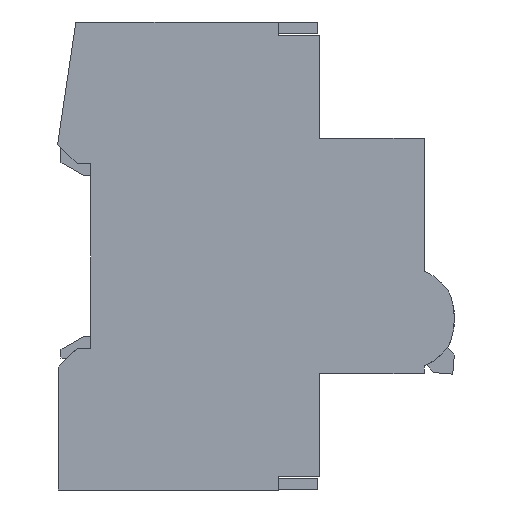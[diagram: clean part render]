
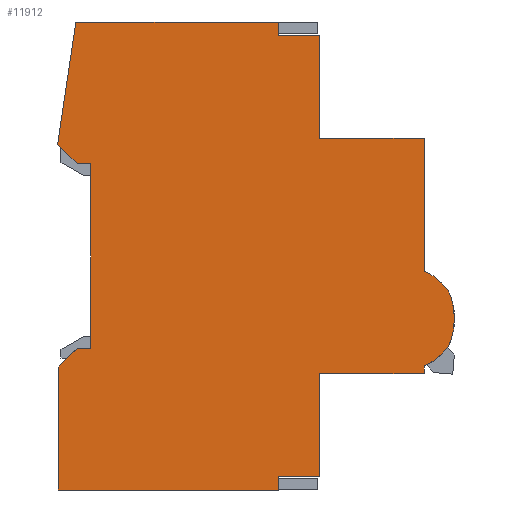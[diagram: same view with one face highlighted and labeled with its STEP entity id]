
A CAD part, left-side view. The second image highlights one B-rep face of the part: STEP entity #11912.
In plain terms, the highlighted planar face has unit normal (-1, 0, 0).
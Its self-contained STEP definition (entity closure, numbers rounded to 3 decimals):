
#1045=CIRCLE('',#12563,13.);
#1058=CIRCLE('',#12592,9.7);
#1059=CIRCLE('',#12593,5.5);
#1060=CIRCLE('',#12594,5.5);
#1061=CIRCLE('',#12595,9.7);
#1062=CIRCLE('',#12596,0.2);
#1063=CIRCLE('',#12597,0.2);
#1316=VERTEX_POINT('',#16043);
#1317=VERTEX_POINT('',#16044);
#1364=VERTEX_POINT('',#16142);
#1365=VERTEX_POINT('',#16144);
#1418=VERTEX_POINT('',#16272);
#1487=VERTEX_POINT('',#16427);
#1488=VERTEX_POINT('',#16429);
#1549=VERTEX_POINT('',#16691);
#1550=VERTEX_POINT('',#16693);
#1647=VERTEX_POINT('',#17263);
#1648=VERTEX_POINT('',#17265);
#1669=VERTEX_POINT('',#17311);
#1686=VERTEX_POINT('',#17352);
#1687=VERTEX_POINT('',#17353);
#1688=VERTEX_POINT('',#17356);
#1689=VERTEX_POINT('',#17359);
#1690=VERTEX_POINT('',#17361);
#1691=VERTEX_POINT('',#17364);
#1692=VERTEX_POINT('',#17366);
#1693=VERTEX_POINT('',#17368);
#1694=VERTEX_POINT('',#17370);
#1695=VERTEX_POINT('',#17373);
#1696=VERTEX_POINT('',#17375);
#1697=VERTEX_POINT('',#17378);
#1698=VERTEX_POINT('',#17380);
#1699=VERTEX_POINT('',#17382);
#2483=VECTOR('',#13378,1.);
#2531=VECTOR('',#13430,1.);
#2590=VECTOR('',#13507,1.);
#2664=VECTOR('',#13722,1.);
#2728=VECTOR('',#13787,1.);
#2750=VECTOR('',#13813,1.);
#2769=VECTOR('',#13844,1.);
#2770=VECTOR('',#13845,1.);
#2771=VECTOR('',#13846,1.);
#2772=VECTOR('',#13847,1.);
#2773=VECTOR('',#13848,1.);
#2774=VECTOR('',#13849,1.);
#2775=VECTOR('',#13850,1.);
#2776=VECTOR('',#13855,1.);
#2777=VECTOR('',#13856,1.);
#2778=VECTOR('',#13857,1.);
#2779=VECTOR('',#13858,1.);
#2780=VECTOR('',#13859,1.);
#2781=VECTOR('',#13860,1.);
#3839=LINE('',#16042,#2483);
#3887=LINE('',#16143,#2531);
#3946=LINE('',#16271,#2590);
#4020=LINE('',#16692,#2664);
#4084=LINE('',#17264,#2728);
#4106=LINE('',#17312,#2750);
#4125=LINE('',#17358,#2769);
#4126=LINE('',#17360,#2770);
#4127=LINE('',#17362,#2771);
#4128=LINE('',#17363,#2772);
#4129=LINE('',#17365,#2773);
#4130=LINE('',#17367,#2774);
#4131=LINE('',#17369,#2775);
#4132=LINE('',#17374,#2776);
#4133=LINE('',#17376,#2777);
#4134=LINE('',#17377,#2778);
#4135=LINE('',#17379,#2779);
#4136=LINE('',#17381,#2780);
#4137=LINE('',#17383,#2781);
#5195=EDGE_CURVE('',#1316,#1317,#3839,.T.);
#5243=EDGE_CURVE('',#1364,#1365,#3887,.T.);
#5304=EDGE_CURVE('',#1317,#1418,#3946,.T.);
#5374=EDGE_CURVE('',#1487,#1488,#1045,.F.);
#5436=EDGE_CURVE('',#1549,#1550,#4020,.T.);
#5534=EDGE_CURVE('',#1647,#1648,#4084,.T.);
#5556=EDGE_CURVE('',#1669,#1316,#4106,.T.);
#5575=EDGE_CURVE('',#1686,#1687,#1058,.T.);
#5576=EDGE_CURVE('',#1488,#1686,#1059,.T.);
#5577=EDGE_CURVE('',#1688,#1487,#1060,.T.);
#5578=EDGE_CURVE('',#1550,#1688,#1061,.T.);
#5579=EDGE_CURVE('',#1689,#1549,#4125,.F.);
#5580=EDGE_CURVE('',#1690,#1689,#4126,.F.);
#5581=EDGE_CURVE('',#1648,#1690,#4127,.F.);
#5582=EDGE_CURVE('',#1691,#1647,#4128,.F.);
#5583=EDGE_CURVE('',#1692,#1691,#4129,.F.);
#5584=EDGE_CURVE('',#1693,#1692,#4130,.F.);
#5585=EDGE_CURVE('',#1694,#1693,#4131,.F.);
#5586=EDGE_CURVE('',#1365,#1694,#1062,.F.);
#5587=EDGE_CURVE('',#1695,#1364,#1063,.F.);
#5588=EDGE_CURVE('',#1696,#1695,#4132,.F.);
#5589=EDGE_CURVE('',#1418,#1696,#4133,.F.);
#5590=EDGE_CURVE('',#1697,#1669,#4134,.F.);
#5591=EDGE_CURVE('',#1698,#1697,#4135,.F.);
#5592=EDGE_CURVE('',#1699,#1698,#4136,.F.);
#5593=EDGE_CURVE('',#1687,#1699,#4137,.F.);
#7374=ORIENTED_EDGE('',*,*,#5575,.F.);
#7375=ORIENTED_EDGE('',*,*,#5576,.F.);
#7376=ORIENTED_EDGE('',*,*,#5374,.F.);
#7377=ORIENTED_EDGE('',*,*,#5577,.F.);
#7378=ORIENTED_EDGE('',*,*,#5578,.F.);
#7379=ORIENTED_EDGE('',*,*,#5436,.F.);
#7380=ORIENTED_EDGE('',*,*,#5579,.F.);
#7381=ORIENTED_EDGE('',*,*,#5580,.F.);
#7382=ORIENTED_EDGE('',*,*,#5581,.F.);
#7383=ORIENTED_EDGE('',*,*,#5534,.F.);
#7384=ORIENTED_EDGE('',*,*,#5582,.F.);
#7385=ORIENTED_EDGE('',*,*,#5583,.F.);
#7386=ORIENTED_EDGE('',*,*,#5584,.F.);
#7387=ORIENTED_EDGE('',*,*,#5585,.F.);
#7388=ORIENTED_EDGE('',*,*,#5586,.F.);
#7389=ORIENTED_EDGE('',*,*,#5243,.F.);
#7390=ORIENTED_EDGE('',*,*,#5587,.F.);
#7391=ORIENTED_EDGE('',*,*,#5588,.F.);
#7392=ORIENTED_EDGE('',*,*,#5589,.F.);
#7393=ORIENTED_EDGE('',*,*,#5304,.F.);
#7394=ORIENTED_EDGE('',*,*,#5195,.F.);
#7395=ORIENTED_EDGE('',*,*,#5556,.F.);
#7396=ORIENTED_EDGE('',*,*,#5590,.F.);
#7397=ORIENTED_EDGE('',*,*,#5591,.F.);
#7398=ORIENTED_EDGE('',*,*,#5592,.F.);
#7399=ORIENTED_EDGE('',*,*,#5593,.F.);
#10607=EDGE_LOOP('',(#7374,#7375,#7376,#7377,#7378,#7379,#7380,#7381,#7382,
#7383,#7384,#7385,#7386,#7387,#7388,#7389,#7390,#7391,#7392,#7393,#7394,
#7395,#7396,#7397,#7398,#7399));
#11267=FACE_BOUND('',#10607,.T.);
#11912=ADVANCED_FACE('',(#11267),#31776,.F.);
#12563=AXIS2_PLACEMENT_3D('',#16428,#13645,#13646);
#12591=AXIS2_PLACEMENT_3D('',#17350,#13835,$);
#12592=AXIS2_PLACEMENT_3D('',#17351,#13836,#13837);
#12593=AXIS2_PLACEMENT_3D('',#17354,#13838,#13839);
#12594=AXIS2_PLACEMENT_3D('',#17355,#13840,#13841);
#12595=AXIS2_PLACEMENT_3D('',#17357,#13842,#13843);
#12596=AXIS2_PLACEMENT_3D('',#17371,#13851,#13852);
#12597=AXIS2_PLACEMENT_3D('',#17372,#13853,#13854);
#13378=DIRECTION('',(0.,1.,0.));
#13430=DIRECTION('',(0.,0.,1.));
#13507=DIRECTION('',(0.,0.,1.));
#13645=DIRECTION('',(-1.,0.,0.));
#13646=DIRECTION('',(0.,-13.,0.));
#13722=DIRECTION('',(0.,0.,-1.));
#13787=DIRECTION('',(0.,0.,-1.));
#13813=DIRECTION('',(0.,0.,-1.));
#13835=DIRECTION('',(1.,0.,0.));
#13836=DIRECTION('',(1.,0.,0.));
#13837=DIRECTION('',(0.,-9.7,0.));
#13838=DIRECTION('',(1.,0.,0.));
#13839=DIRECTION('',(0.,-5.5,0.));
#13840=DIRECTION('',(1.,0.,0.));
#13841=DIRECTION('',(0.,-5.5,0.));
#13842=DIRECTION('',(1.,0.,0.));
#13843=DIRECTION('',(0.,-9.7,0.));
#13844=DIRECTION('',(0.,1.,0.));
#13845=DIRECTION('',(0.,0.,1.));
#13846=DIRECTION('',(0.,1.,0.));
#13847=DIRECTION('',(0.,1.,0.));
#13848=DIRECTION('',(0.,0.148,-0.989));
#13849=DIRECTION('',(0.,-0.707,-0.707));
#13850=DIRECTION('',(0.,-1.,0.));
#13851=DIRECTION('',(1.,0.,0.));
#13852=DIRECTION('',(0.,-0.2,0.));
#13853=DIRECTION('',(1.,0.,0.));
#13854=DIRECTION('',(0.,-0.2,0.));
#13855=DIRECTION('',(0.,1.,0.));
#13856=DIRECTION('',(0.,0.707,-0.707));
#13857=DIRECTION('',(0.,-1.,0.));
#13858=DIRECTION('',(0.,0.,1.));
#13859=DIRECTION('',(0.,-1.,0.));
#13860=DIRECTION('',(0.,0.,1.));
#16042=CARTESIAN_POINT('',(-35.1,36.172,-76.622));
#16043=CARTESIAN_POINT('',(-35.1,39.622,-76.622));
#16044=CARTESIAN_POINT('',(-35.1,81.822,-76.622));
#16142=CARTESIAN_POINT('',(-35.1,75.622,-49.222));
#16143=CARTESIAN_POINT('',(-35.1,75.622,-19.572));
#16144=CARTESIAN_POINT('',(-35.1,75.622,-14.222));
#16271=CARTESIAN_POINT('',(-35.1,81.822,-32.772));
#16272=CARTESIAN_POINT('',(-35.1,81.822,-53.022));
#16427=CARTESIAN_POINT('',(-35.1,6.572,-39.372));
#16428=CARTESIAN_POINT('',(-35.1,18.822,-43.722));
#16429=CARTESIAN_POINT('',(-35.1,6.572,-48.072));
#16691=CARTESIAN_POINT('',(-35.1,11.622,-9.172));
#16692=CARTESIAN_POINT('',(-35.1,11.622,-0.047));
#16693=CARTESIAN_POINT('',(-35.1,11.622,-34.675));
#17263=CARTESIAN_POINT('',(-35.1,39.622,13.178));
#17264=CARTESIAN_POINT('',(-35.1,39.622,11.378));
#17265=CARTESIAN_POINT('',(-35.1,39.622,10.578));
#17311=CARTESIAN_POINT('',(-35.1,39.622,-74.022));
#17312=CARTESIAN_POINT('',(-35.1,39.622,-31.972));
#17350=CARTESIAN_POINT('',(-35.1,32.222,10.078));
#17351=CARTESIAN_POINT('',(-35.1,15.122,-43.722));
#17352=CARTESIAN_POINT('',(-35.1,7.345,-49.519));
#17353=CARTESIAN_POINT('',(-35.1,11.622,-52.769));
#17354=CARTESIAN_POINT('',(-35.1,11.754,-46.232));
#17355=CARTESIAN_POINT('',(-35.1,11.754,-41.212));
#17356=CARTESIAN_POINT('',(-35.1,7.345,-37.925));
#17357=CARTESIAN_POINT('',(-35.1,15.122,-43.722));
#17358=CARTESIAN_POINT('',(-35.1,31.972,-9.172));
#17359=CARTESIAN_POINT('',(-35.1,31.722,-9.172));
#17360=CARTESIAN_POINT('',(-35.1,31.722,10.078));
#17361=CARTESIAN_POINT('',(-35.1,31.722,10.578));
#17362=CARTESIAN_POINT('',(-35.1,35.922,10.578));
#17363=CARTESIAN_POINT('',(-35.1,54.917,13.178));
#17364=CARTESIAN_POINT('',(-35.1,78.474,13.178));
#17365=CARTESIAN_POINT('',(-35.1,79.869,3.843));
#17366=CARTESIAN_POINT('',(-35.1,81.978,-10.266));
#17367=CARTESIAN_POINT('',(-35.1,72.967,-19.277));
#17368=CARTESIAN_POINT('',(-35.1,78.222,-14.022));
#17369=CARTESIAN_POINT('',(-35.1,54.022,-14.022));
#17370=CARTESIAN_POINT('',(-35.1,75.822,-14.022));
#17371=CARTESIAN_POINT('',(-35.1,75.822,-14.222));
#17372=CARTESIAN_POINT('',(-35.1,75.822,-49.222));
#17373=CARTESIAN_POINT('',(-35.1,75.822,-49.422));
#17374=CARTESIAN_POINT('',(-35.1,54.911,-49.422));
#17375=CARTESIAN_POINT('',(-35.1,78.222,-49.422));
#17376=CARTESIAN_POINT('',(-35.1,53.501,-24.701));
#17377=CARTESIAN_POINT('',(-35.1,32.222,-74.022));
#17378=CARTESIAN_POINT('',(-35.1,31.722,-74.022));
#17379=CARTESIAN_POINT('',(-35.1,31.722,-22.097));
#17380=CARTESIAN_POINT('',(-35.1,31.722,-54.272));
#17381=CARTESIAN_POINT('',(-35.1,22.422,-54.272));
#17382=CARTESIAN_POINT('',(-35.1,11.622,-54.272));
#17383=CARTESIAN_POINT('',(-35.1,11.622,-21.597));
#31776=PLANE('',#12591);
